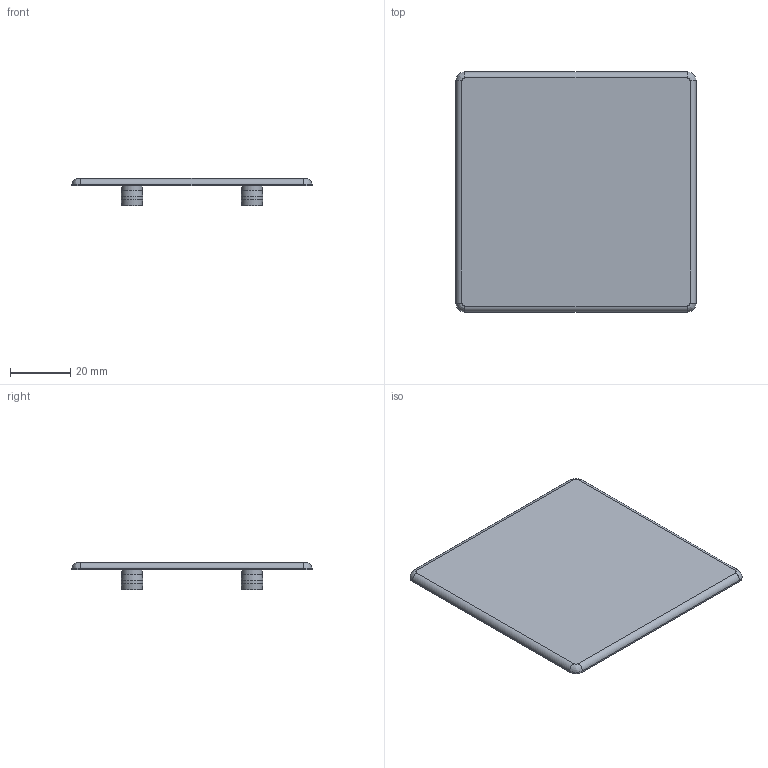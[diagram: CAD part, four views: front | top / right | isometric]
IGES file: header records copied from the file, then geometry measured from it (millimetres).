
Global section: file name: 228080; native system: Autodesk Inventor 2021; preprocessor: unknown; author: aluteckkpl_tw; date: 20221005.091648; units: millimetre
Bounding box: 80 x 80 x 9 mm (x, y, z)
Volume: 16512.3 mm3; surface area: 14099.5 mm2
Topology: 1 solids, 1 shells, 46 faces, 124 edges, 84 vertices
Faces by surface type: bspline 46
